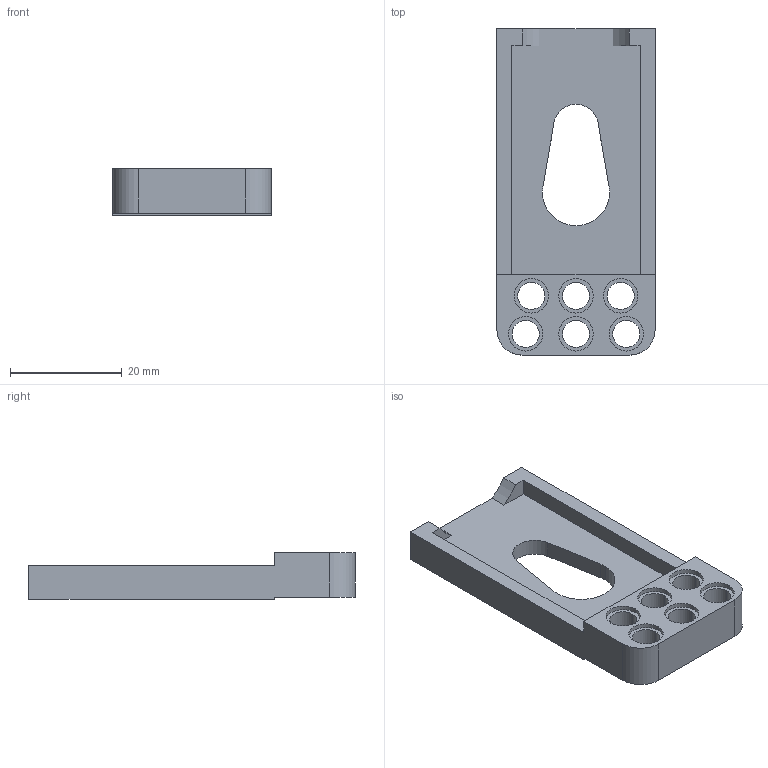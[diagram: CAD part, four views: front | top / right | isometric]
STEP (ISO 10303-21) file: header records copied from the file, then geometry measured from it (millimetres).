
FILE_DESCRIPTION (( 'STEP AP203' ), '1' );
FILE_NAME ('电机连接件-兼容型.STEP', '2018-10-08T15:19:59', ( '' ), ( '' ), 'SwSTEP 2.0', 'SolidWorks 2016', '' );
FILE_SCHEMA (( 'CONFIG_CONTROL_DESIGN' ));
Length unit declared in the file: millimetre
Products named in the file (1): 电机连接件-兼容型
Bounding box: 28.3 x 58.4 x 8.39 mm (x, y, z)
Volume: 6080.9 mm3; surface area: 5095.2 mm2
Topology: 1 solids, 1 shells, 74 faces, 180 edges, 120 vertices
Faces by surface type: cylinder 44, plane 30
Entity records: 2317 total; most frequent: DIRECTION 418, CARTESIAN_POINT 375, ORIENTED_EDGE 360, EDGE_CURVE 180, AXIS2_PLACEMENT_3D 163, VERTEX_POINT 120, EDGE_LOOP 100, LINE 92
